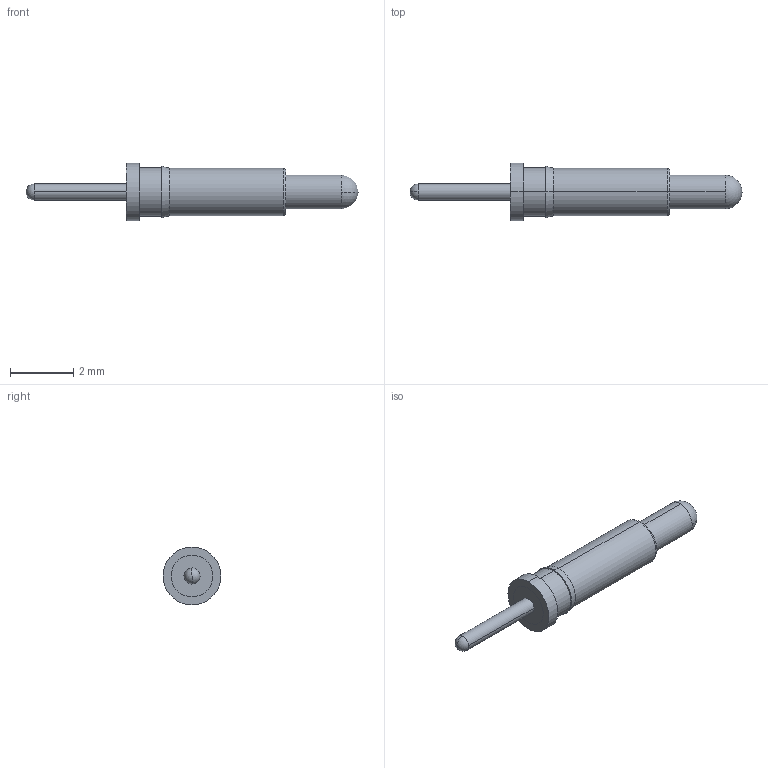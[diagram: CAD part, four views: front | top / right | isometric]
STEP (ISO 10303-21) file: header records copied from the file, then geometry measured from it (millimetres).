
FILE_DESCRIPTION (( 'STEP AP214' ), '1' );
FILE_NAME ('E04738C3-3F00-42C7-B89F-F7D3B8D34089.STEP', '2022-07-13T01:45:03', ( '' ), ( '' ), 'SwSTEP 2.0', 'SolidWorks 2022', '' );
FILE_SCHEMA (( 'AUTOMOTIVE_DESIGN' ));
Length unit declared in the file: inch
Products named in the file (1): E04738C3-3F00-42C7-B89F-F7D3B8D34089
Bounding box: 10.49 x 1.83 x 1.83 mm (x, y, z)
Volume: 11.8 mm3; surface area: 41.1 mm2
Topology: 1 solids, 1 shells, 23 faces, 52 edges, 32 vertices
Faces by surface type: cylinder 10, plane 5, sphere 4, cone 4
Entity records: 676 total; most frequent: DIRECTION 130, CARTESIAN_POINT 104, ORIENTED_EDGE 96, AXIS2_PLACEMENT_3D 58, EDGE_CURVE 48, CIRCLE 34, VERTEX_POINT 32, EDGE_LOOP 28
